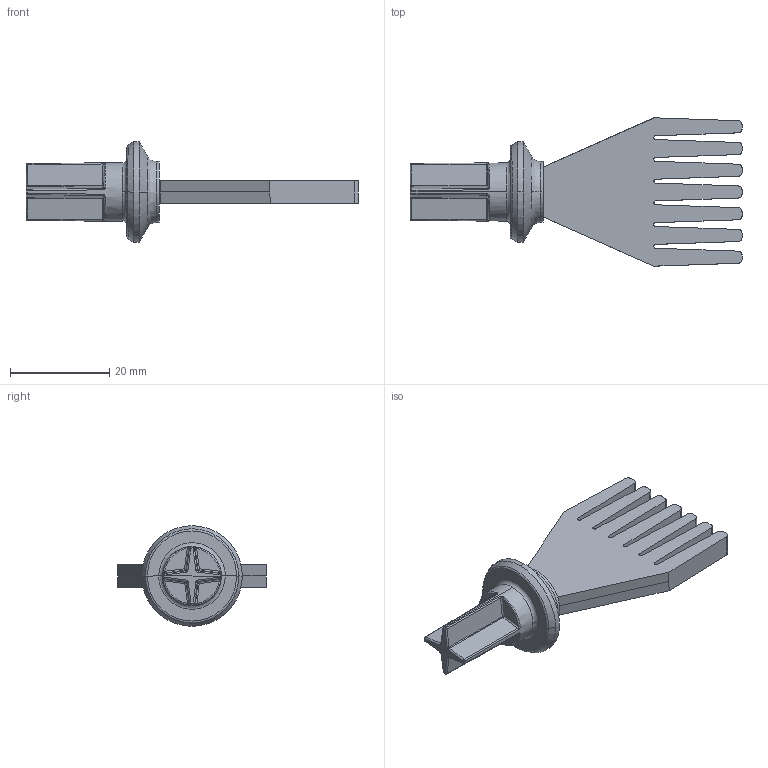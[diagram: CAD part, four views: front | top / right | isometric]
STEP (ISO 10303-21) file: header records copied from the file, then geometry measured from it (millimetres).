
FILE_DESCRIPTION (( 'STEP AP203' ), '1' );
FILE_NAME ('QB-WEH-1822.stp', '2017-06-20T15:30:57', ( '' ), ( '' ), 'SwSTEP 2.0', 'SolidWorks 2016', '' );
FILE_SCHEMA (( 'CONFIG_CONTROL_DESIGN' ));
Length unit declared in the file: inch
Products named in the file (1): QB-WEH-1822
Bounding box: 67.05 x 29.97 x 20.32 mm (x, y, z)
Volume: 6336.4 mm3; surface area: 4668.4 mm2
Topology: 1 solids, 1 shells, 165 faces, 425 edges, 251 vertices
Faces by surface type: cylinder 57, bspline 52, plane 50, cone 6
Entity records: 6660 total; most frequent: CARTESIAN_POINT 3145, ORIENTED_EDGE 826, DIRECTION 563, EDGE_CURVE 413, VERTEX_POINT 251, AXIS2_PLACEMENT_3D 191, LINE 181, VECTOR 181
